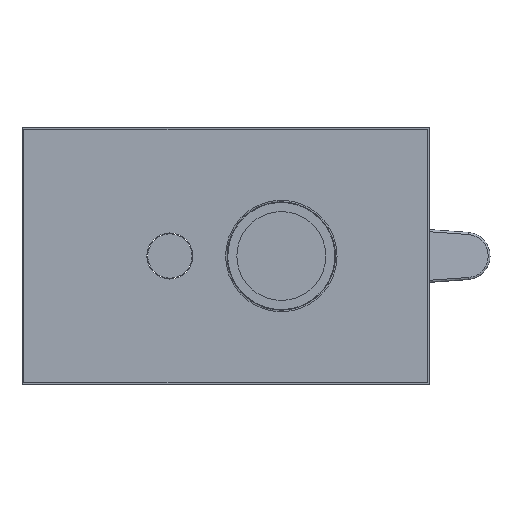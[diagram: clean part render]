
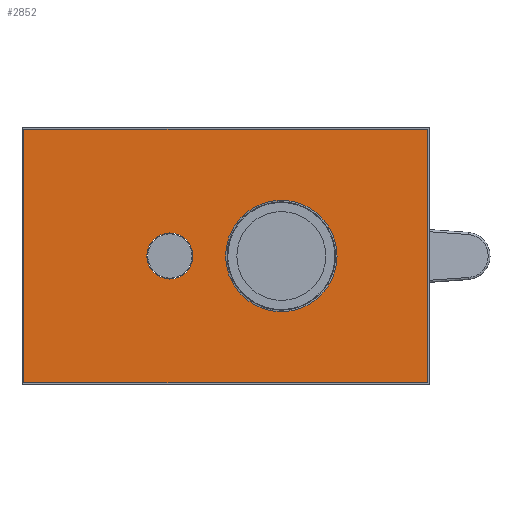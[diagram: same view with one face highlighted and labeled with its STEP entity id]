
A CAD part, left-side view. The second image highlights one B-rep face of the part: STEP entity #2852.
In plain terms, the highlighted face is planar.
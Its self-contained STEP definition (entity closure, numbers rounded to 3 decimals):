
#144 = VECTOR ( 'NONE', #3569, 1000. ) ;
#233 = VECTOR ( 'NONE', #7580, 1000. ) ;
#537 = ORIENTED_EDGE ( 'NONE', *, *, #4015, .T. ) ;
#539 = CARTESIAN_POINT ( 'NONE',  ( -59.2, 94.2, 8.2 ) ) ;
#546 = CARTESIAN_POINT ( 'NONE',  ( 10.75, 26., 8.2 ) ) ;
#808 = CARTESIAN_POINT ( 'NONE',  ( 0., 26., 8.2 ) ) ;
#1009 = VECTOR ( 'NONE', #10689, 1000. ) ;
#1118 = ORIENTED_EDGE ( 'NONE', *, *, #6608, .T. ) ;
#1158 = AXIS2_PLACEMENT_3D ( 'NONE', #4784, #6454, #7203 ) ;
#1171 = CARTESIAN_POINT ( 'NONE',  ( 59.2, 94.2, 8.2 ) ) ;
#1258 = DIRECTION ( 'NONE',  ( 1., 0., 0. ) ) ;
#1284 = DIRECTION ( 'NONE',  ( 0., 0., -1. ) ) ;
#1334 = VERTEX_POINT ( 'NONE', #5716 ) ;
#1566 = CIRCLE ( 'NONE', #9595, 10.75 ) ;
#2333 = ORIENTED_EDGE ( 'NONE', *, *, #8947, .T. ) ;
#2472 = DIRECTION ( 'NONE',  ( -1., 0., 0. ) ) ;
#2765 = AXIS2_PLACEMENT_3D ( 'NONE', #3332, #9984, #6619 ) ;
#2852 = ADVANCED_FACE ( 'NONE', ( #6963, #8288, #5249 ), #5499, .T. ) ;
#2931 = EDGE_LOOP ( 'NONE', ( #10315, #5506 ) ) ;
#3011 = EDGE_CURVE ( 'NONE', #6690, #5679, #1566, .T. ) ;
#3332 = CARTESIAN_POINT ( 'NONE',  ( 0., -26., 8.2 ) ) ;
#3414 = DIRECTION ( 'NONE',  ( -1., 0., 0. ) ) ;
#3415 = VERTEX_POINT ( 'NONE', #1171 ) ;
#3470 = ORIENTED_EDGE ( 'NONE', *, *, #8481, .F. ) ;
#3569 = DIRECTION ( 'NONE',  ( 0., -1., 0. ) ) ;
#3947 = DIRECTION ( 'NONE',  ( -1., 0., 0. ) ) ;
#4015 = EDGE_CURVE ( 'NONE', #6802, #9524, #5352, .T. ) ;
#4115 = EDGE_LOOP ( 'NONE', ( #5842, #537, #1118, #2333 ) ) ;
#4261 = VERTEX_POINT ( 'NONE', #4501 ) ;
#4501 = CARTESIAN_POINT ( 'NONE',  ( -59.2, 94.2, 8.2 ) ) ;
#4784 = CARTESIAN_POINT ( 'NONE',  ( 0., -26., 8.2 ) ) ;
#4880 = AXIS2_PLACEMENT_3D ( 'NONE', #808, #7443, #3414 ) ;
#5057 = AXIS2_PLACEMENT_3D ( 'NONE', #8050, #8902, #2472 ) ;
#5239 = CARTESIAN_POINT ( 'NONE',  ( -59.2, -94.2, 8.2 ) ) ;
#5249 = FACE_OUTER_BOUND ( 'NONE', #4115, .T. ) ;
#5352 = LINE ( 'NONE', #6756, #233 ) ;
#5499 = PLANE ( 'NONE',  #5057 ) ;
#5506 = ORIENTED_EDGE ( 'NONE', *, *, #5597, .F. ) ;
#5515 = VERTEX_POINT ( 'NONE', #9224 ) ;
#5597 = EDGE_CURVE ( 'NONE', #1334, #5515, #7859, .T. ) ;
#5675 = ORIENTED_EDGE ( 'NONE', *, *, #3011, .F. ) ;
#5679 = VERTEX_POINT ( 'NONE', #6822 ) ;
#5716 = CARTESIAN_POINT ( 'NONE',  ( 26., -26., 8.2 ) ) ;
#5842 = ORIENTED_EDGE ( 'NONE', *, *, #8085, .T. ) ;
#5996 = LINE ( 'NONE', #5239, #1009 ) ;
#6181 = VECTOR ( 'NONE', #1258, 1000. ) ;
#6182 = CIRCLE ( 'NONE', #1158, 26. ) ;
#6331 = LINE ( 'NONE', #9623, #144 ) ;
#6337 = CARTESIAN_POINT ( 'NONE',  ( -59.2, -94.2, 8.2 ) ) ;
#6366 = CARTESIAN_POINT ( 'NONE',  ( 0., 26., 8.2 ) ) ;
#6454 = DIRECTION ( 'NONE',  ( 0., 0., -1. ) ) ;
#6581 = EDGE_LOOP ( 'NONE', ( #3470, #5675 ) ) ;
#6608 = EDGE_CURVE ( 'NONE', #9524, #4261, #5996, .T. ) ;
#6619 = DIRECTION ( 'NONE',  ( -1., 0., 0. ) ) ;
#6690 = VERTEX_POINT ( 'NONE', #546 ) ;
#6749 = CARTESIAN_POINT ( 'NONE',  ( 59.2, -94.2, 8.2 ) ) ;
#6756 = CARTESIAN_POINT ( 'NONE',  ( -59.2, -94.2, 8.2 ) ) ;
#6802 = VERTEX_POINT ( 'NONE', #6749 ) ;
#6822 = CARTESIAN_POINT ( 'NONE',  ( -10.75, 26., 8.2 ) ) ;
#6963 = FACE_BOUND ( 'NONE', #2931, .T. ) ;
#7151 = EDGE_CURVE ( 'NONE', #5515, #1334, #6182, .T. ) ;
#7203 = DIRECTION ( 'NONE',  ( -1., 0., 0. ) ) ;
#7362 = CIRCLE ( 'NONE', #4880, 10.75 ) ;
#7443 = DIRECTION ( 'NONE',  ( 0., 0., -1. ) ) ;
#7580 = DIRECTION ( 'NONE',  ( -1., 0., 0. ) ) ;
#7859 = CIRCLE ( 'NONE', #2765, 26. ) ;
#8050 = CARTESIAN_POINT ( 'NONE',  ( 0., 0., 8.2 ) ) ;
#8085 = EDGE_CURVE ( 'NONE', #3415, #6802, #6331, .T. ) ;
#8288 = FACE_BOUND ( 'NONE', #6581, .T. ) ;
#8481 = EDGE_CURVE ( 'NONE', #5679, #6690, #7362, .T. ) ;
#8902 = DIRECTION ( 'NONE',  ( 0., 0., -1. ) ) ;
#8947 = EDGE_CURVE ( 'NONE', #4261, #3415, #10585, .T. ) ;
#9224 = CARTESIAN_POINT ( 'NONE',  ( -26., -26., 8.2 ) ) ;
#9524 = VERTEX_POINT ( 'NONE', #6337 ) ;
#9595 = AXIS2_PLACEMENT_3D ( 'NONE', #6366, #1284, #3947 ) ;
#9623 = CARTESIAN_POINT ( 'NONE',  ( 59.2, -94.2, 8.2 ) ) ;
#9984 = DIRECTION ( 'NONE',  ( 0., 0., -1. ) ) ;
#10315 = ORIENTED_EDGE ( 'NONE', *, *, #7151, .F. ) ;
#10585 = LINE ( 'NONE', #539, #6181 ) ;
#10689 = DIRECTION ( 'NONE',  ( 0., 1., 0. ) ) ;
